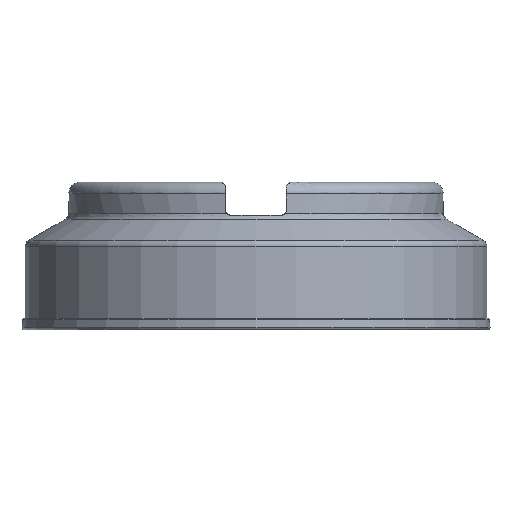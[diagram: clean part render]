
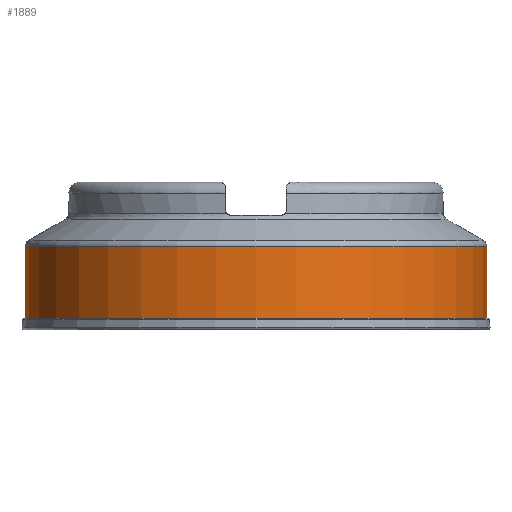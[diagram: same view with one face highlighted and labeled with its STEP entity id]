
A CAD part, left-side view. The second image highlights one B-rep face of the part: STEP entity #1889.
In plain terms, the highlighted cylindrical face has radius 98.5 mm (diameter 197 mm), a partial arc.
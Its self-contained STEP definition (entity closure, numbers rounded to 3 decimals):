
#730=CARTESIAN_POINT('',(0.,0.,27.413));
#731=DIRECTION('',(0.,0.,1.));
#732=DIRECTION('',(0.,-1.,0.));
#733=AXIS2_PLACEMENT_3D('',#730,#731,#732);
#750=CARTESIAN_POINT('',(0.,0.,60.));
#751=DIRECTION('',(0.,0.,1.));
#752=DIRECTION('',(0.,-1.,0.));
#753=AXIS2_PLACEMENT_3D('',#750,#751,#752);
#775=DIRECTION('',(0.,0.,1.));
#776=VECTOR('',#775,32.587);
#777=CARTESIAN_POINT('',(0.,-98.5,27.413));
#778=LINE('',#777,#776);
#779=DIRECTION('',(0.,0.,1.));
#780=VECTOR('',#779,32.587);
#781=CARTESIAN_POINT('',(0.,98.5,27.413));
#782=LINE('',#781,#780);
#802=CARTESIAN_POINT('',(0.,98.5,60.));
#803=CARTESIAN_POINT('',(0.,-98.5,60.));
#804=VERTEX_POINT('',#802);
#805=VERTEX_POINT('',#803);
#946=CARTESIAN_POINT('',(0.,98.5,27.413));
#947=CARTESIAN_POINT('',(0.,-98.5,27.413));
#948=VERTEX_POINT('',#946);
#949=VERTEX_POINT('',#947);
#1875=CARTESIAN_POINT('',(0.,0.,64.68));
#1876=DIRECTION('',(0.,0.,-1.));
#1877=DIRECTION('',(0.,-1.,0.));
#1878=AXIS2_PLACEMENT_3D('',#1875,#1876,#1877);
#1879=CYLINDRICAL_SURFACE('',#1878,98.5);
#1881=ORIENTED_EDGE('',*,*,#1880,.T.);
#1883=ORIENTED_EDGE('',*,*,#1882,.F.);
#1884=ORIENTED_EDGE('',*,*,#1865,.F.);
#1886=ORIENTED_EDGE('',*,*,#1885,.T.);
#1887=EDGE_LOOP('',(#1881,#1883,#1884,#1886));
#1888=FACE_OUTER_BOUND('',#1887,.F.);
#1889=ADVANCED_FACE('',(#1888),#1879,.T.);
#734=CIRCLE('',#733,98.5);
#754=CIRCLE('',#753,98.5);
#1865=EDGE_CURVE('',#949,#948,#734,.T.);
#1880=EDGE_CURVE('',#805,#804,#754,.T.);
#1882=EDGE_CURVE('',#948,#804,#782,.T.);
#1885=EDGE_CURVE('',#949,#805,#778,.T.);
